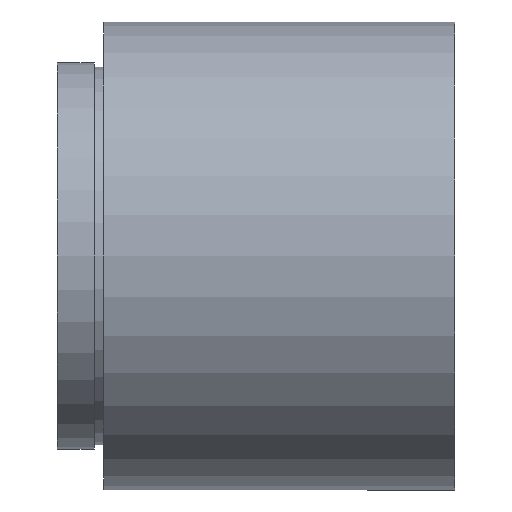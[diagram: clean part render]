
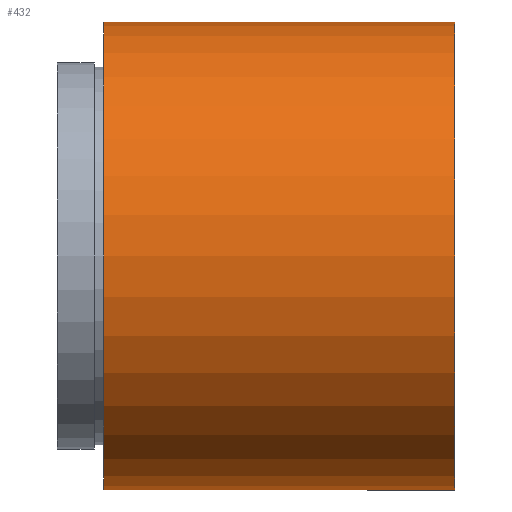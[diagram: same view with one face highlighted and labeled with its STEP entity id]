
A CAD part, left-side view. The second image highlights one B-rep face of the part: STEP entity #432.
In plain terms, the highlighted cylindrical face has radius 25.4 mm (diameter 50.8 mm), a partial arc.
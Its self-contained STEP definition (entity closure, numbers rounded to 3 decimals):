
#27 = LINE ( 'NONE', #366, #34 ) ;
#29 = CYLINDRICAL_SURFACE ( 'NONE', #279, 25.4 ) ;
#34 = VECTOR ( 'NONE', #325, 1000. ) ;
#51 = EDGE_CURVE ( 'NONE', #517, #412, #57, .T. ) ;
#54 = ORIENTED_EDGE ( 'NONE', *, *, #61, .T. ) ;
#57 = CIRCLE ( 'NONE', #290, 25.4 ) ;
#61 = EDGE_CURVE ( 'NONE', #446, #412, #27, .T. ) ;
#76 = EDGE_LOOP ( 'NONE', ( #143, #85, #54, #367 ) ) ;
#78 = DIRECTION ( 'NONE',  ( 0., 0., 1. ) ) ;
#85 = ORIENTED_EDGE ( 'NONE', *, *, #387, .T. ) ;
#112 = CARTESIAN_POINT ( 'NONE',  ( 0., 38.1, 25.4 ) ) ;
#143 = ORIENTED_EDGE ( 'NONE', *, *, #190, .F. ) ;
#158 = CARTESIAN_POINT ( 'NONE',  ( 0., 0., 25.4 ) ) ;
#160 = DIRECTION ( 'NONE',  ( 0., 1., 0. ) ) ;
#186 = CARTESIAN_POINT ( 'NONE',  ( 0., 161.376, -25.4 ) ) ;
#190 = EDGE_CURVE ( 'NONE', #220, #517, #581, .T. ) ;
#220 = VERTEX_POINT ( 'NONE', #539 ) ;
#228 = DIRECTION ( 'NONE',  ( 0., 1., 0. ) ) ;
#263 = CARTESIAN_POINT ( 'NONE',  ( 0., 38.1, -25.4 ) ) ;
#275 = CARTESIAN_POINT ( 'NONE',  ( 0., 38.1, 0. ) ) ;
#279 = AXIS2_PLACEMENT_3D ( 'NONE', #502, #160, #511 ) ;
#290 = AXIS2_PLACEMENT_3D ( 'NONE', #275, #228, #78 ) ;
#325 = DIRECTION ( 'NONE',  ( 0., 1., 0. ) ) ;
#333 = VECTOR ( 'NONE', #534, 1000. ) ;
#366 = CARTESIAN_POINT ( 'NONE',  ( 0., 161.376, 25.4 ) ) ;
#367 = ORIENTED_EDGE ( 'NONE', *, *, #51, .F. ) ;
#387 = EDGE_CURVE ( 'NONE', #220, #446, #558, .T. ) ;
#396 = CARTESIAN_POINT ( 'NONE',  ( 0., 0., 0. ) ) ;
#412 = VERTEX_POINT ( 'NONE', #112 ) ;
#432 = ADVANCED_FACE ( 'NONE', ( #465 ), #29, .T. ) ;
#446 = VERTEX_POINT ( 'NONE', #158 ) ;
#465 = FACE_OUTER_BOUND ( 'NONE', #76, .T. ) ;
#502 = CARTESIAN_POINT ( 'NONE',  ( 0., 161.376, 0. ) ) ;
#511 = DIRECTION ( 'NONE',  ( 0., 0., 1. ) ) ;
#517 = VERTEX_POINT ( 'NONE', #263 ) ;
#534 = DIRECTION ( 'NONE',  ( 0., 1., 0. ) ) ;
#539 = CARTESIAN_POINT ( 'NONE',  ( 0., 0., -25.4 ) ) ;
#553 = DIRECTION ( 'NONE',  ( 0., 0., 1. ) ) ;
#555 = DIRECTION ( 'NONE',  ( 0., 1., 0. ) ) ;
#557 = AXIS2_PLACEMENT_3D ( 'NONE', #396, #555, #553 ) ;
#558 = CIRCLE ( 'NONE', #557, 25.4 ) ;
#581 = LINE ( 'NONE', #186, #333 ) ;
